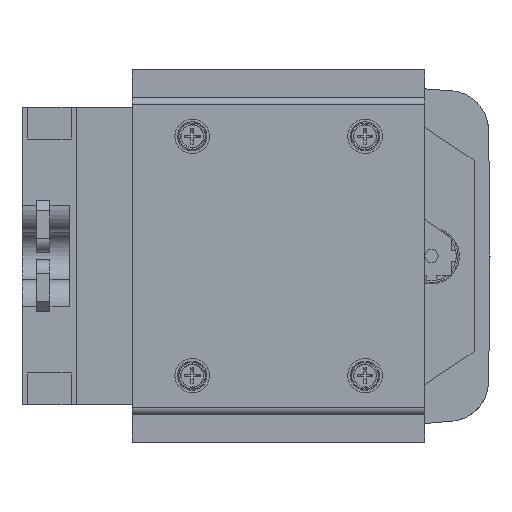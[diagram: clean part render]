
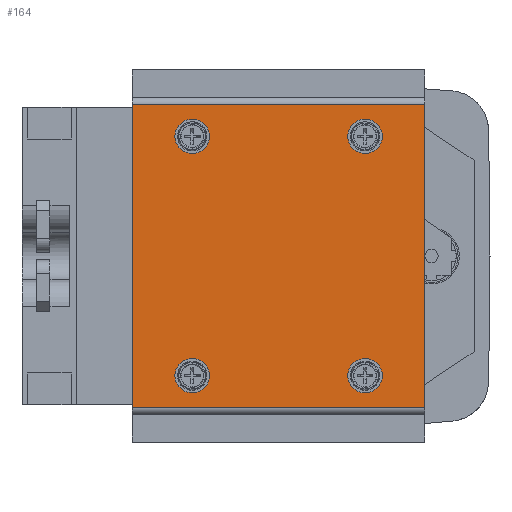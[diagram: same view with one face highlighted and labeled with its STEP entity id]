
A CAD part, front view. The second image highlights one B-rep face of the part: STEP entity #164.
In plain terms, the highlighted planar face has unit normal (0, -1, 0).
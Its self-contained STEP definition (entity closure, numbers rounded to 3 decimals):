
#164 = ADVANCED_FACE ( 'NONE', ( #3672, #3674, #3675, #3676, #3677 ), #6834, .F. ) ;
#1615 = CARTESIAN_POINT ( 'NONE',  ( -32.5, -52.6, -41.75 ) ) ;
#1616 = CARTESIAN_POINT ( 'NONE',  ( 55., -52.6, -57. ) ) ;
#1628 = CARTESIAN_POINT ( 'NONE',  ( 32.5, -52.6, 48.25 ) ) ;
#1630 = CARTESIAN_POINT ( 'NONE',  ( 32.5, -52.6, -48.25 ) ) ;
#1668 = CARTESIAN_POINT ( 'NONE',  ( -32.5, -52.6, 48.25 ) ) ;
#1673 = CARTESIAN_POINT ( 'NONE',  ( 55., -52.6, 57. ) ) ;
#1676 = CARTESIAN_POINT ( 'NONE',  ( -55., -52.6, 57. ) ) ;
#1690 = CARTESIAN_POINT ( 'NONE',  ( -32.5, -52.6, -48.25 ) ) ;
#1693 = CARTESIAN_POINT ( 'NONE',  ( 32.5, -52.6, -41.75 ) ) ;
#1700 = CARTESIAN_POINT ( 'NONE',  ( -32.5, -52.6, 41.75 ) ) ;
#1714 = CARTESIAN_POINT ( 'NONE',  ( -55., -52.6, -57. ) ) ;
#1715 = CARTESIAN_POINT ( 'NONE',  ( 32.5, -52.6, 41.75 ) ) ;
#3536 = ORIENTED_EDGE ( 'NONE', *, *, #4848, .T. ) ;
#3537 = ORIENTED_EDGE ( 'NONE', *, *, #4847, .T. ) ;
#3538 = ORIENTED_EDGE ( 'NONE', *, *, #4849, .T. ) ;
#3539 = ORIENTED_EDGE ( 'NONE', *, *, #4803, .T. ) ;
#3540 = ORIENTED_EDGE ( 'NONE', *, *, #4850, .T. ) ;
#3541 = ORIENTED_EDGE ( 'NONE', *, *, #4807, .T. ) ;
#3542 = ORIENTED_EDGE ( 'NONE', *, *, #4852, .T. ) ;
#3543 = ORIENTED_EDGE ( 'NONE', *, *, #4811, .T. ) ;
#3544 = ORIENTED_EDGE ( 'NONE', *, *, #4815, .T. ) ;
#3545 = ORIENTED_EDGE ( 'NONE', *, *, #4853, .F. ) ;
#3546 = ORIENTED_EDGE ( 'NONE', *, *, #4851, .F. ) ;
#3547 = ORIENTED_EDGE ( 'NONE', *, *, #4844, .T. ) ;
#3672 = FACE_BOUND ( 'NONE', #15454, .T. ) ;
#3674 = FACE_BOUND ( 'NONE', #15457, .T. ) ;
#3675 = FACE_BOUND ( 'NONE', #15456, .T. ) ;
#3676 = FACE_BOUND ( 'NONE', #15459, .T. ) ;
#3677 = FACE_OUTER_BOUND ( 'NONE', #15458, .T. ) ;
#4256 = LINE ( 'NONE', #16275, #14203 ) ;
#4257 = LINE ( 'NONE', #16295, #14213 ) ;
#4258 = LINE ( 'NONE', #16297, #14214 ) ;
#4259 = LINE ( 'NONE', #16299, #14215 ) ;
#4803 = EDGE_CURVE ( 'NONE', #17279, #17195, #14145, .T. ) ;
#4807 = EDGE_CURVE ( 'NONE', #17264, #17232, #14151, .T. ) ;
#4811 = EDGE_CURVE ( 'NONE', #17197, #17257, #14157, .T. ) ;
#4815 = EDGE_CURVE ( 'NONE', #17254, #17183, #14164, .T. ) ;
#4844 = EDGE_CURVE ( 'NONE', #17237, #17240, #4256, .T. ) ;
#4847 = EDGE_CURVE ( 'NONE', #17195, #17279, #14180, .T. ) ;
#4848 = EDGE_CURVE ( 'NONE', #17232, #17264, #14198, .T. ) ;
#4849 = EDGE_CURVE ( 'NONE', #17257, #17197, #14205, .T. ) ;
#4850 = EDGE_CURVE ( 'NONE', #17183, #17254, #14207, .T. ) ;
#4851 = EDGE_CURVE ( 'NONE', #17184, #17278, #4257, .T. ) ;
#4852 = EDGE_CURVE ( 'NONE', #17240, #17278, #4258, .T. ) ;
#4853 = EDGE_CURVE ( 'NONE', #17237, #17184, #4259, .T. ) ;
#6828 = DIRECTION ( 'NONE',  ( 0., 0., 1. ) ) ;
#6834 = PLANE ( 'NONE',  #18948 ) ;
#6875 = CARTESIAN_POINT ( 'NONE',  ( 55., -52.6, 57. ) ) ;
#6877 = DIRECTION ( 'NONE',  ( 0., 1., 0. ) ) ;
#14145 = CIRCLE ( 'NONE', #14147, 3.25 ) ;
#14147 = AXIS2_PLACEMENT_3D ( 'NONE', #16179, #16180, #16181 ) ;
#14151 = CIRCLE ( 'NONE', #14153, 3.25 ) ;
#14153 = AXIS2_PLACEMENT_3D ( 'NONE', #16189, #16190, #16191 ) ;
#14157 = CIRCLE ( 'NONE', #14159, 3.25 ) ;
#14159 = AXIS2_PLACEMENT_3D ( 'NONE', #16199, #16200, #16201 ) ;
#14164 = CIRCLE ( 'NONE', #14166, 3.25 ) ;
#14166 = AXIS2_PLACEMENT_3D ( 'NONE', #16209, #16210, #16211 ) ;
#14180 = CIRCLE ( 'NONE', #14208, 3.25 ) ;
#14198 = CIRCLE ( 'NONE', #14209, 3.25 ) ;
#14203 = VECTOR ( 'NONE', #16276, 1000. ) ;
#14205 = CIRCLE ( 'NONE', #14211, 3.25 ) ;
#14207 = CIRCLE ( 'NONE', #14212, 3.25 ) ;
#14208 = AXIS2_PLACEMENT_3D ( 'NONE', #16283, #16284, #16285 ) ;
#14209 = AXIS2_PLACEMENT_3D ( 'NONE', #16286, #16287, #16288 ) ;
#14211 = AXIS2_PLACEMENT_3D ( 'NONE', #16289, #16290, #16291 ) ;
#14212 = AXIS2_PLACEMENT_3D ( 'NONE', #16292, #16293, #16294 ) ;
#14213 = VECTOR ( 'NONE', #16296, 1000. ) ;
#14214 = VECTOR ( 'NONE', #16298, 1000. ) ;
#14215 = VECTOR ( 'NONE', #16300, 1000. ) ;
#15454 = EDGE_LOOP ( 'NONE', ( #3537, #3539 ) ) ;
#15456 = EDGE_LOOP ( 'NONE', ( #3538, #3543 ) ) ;
#15457 = EDGE_LOOP ( 'NONE', ( #3536, #3541 ) ) ;
#15458 = EDGE_LOOP ( 'NONE', ( #3542, #3546, #3545, #3547 ) ) ;
#15459 = EDGE_LOOP ( 'NONE', ( #3540, #3544 ) ) ;
#16179 = CARTESIAN_POINT ( 'NONE',  ( 32.5, -52.6, 45. ) ) ;
#16180 = DIRECTION ( 'NONE',  ( 0., 1., 0. ) ) ;
#16181 = DIRECTION ( 'NONE',  ( 0., 0., 1. ) ) ;
#16189 = CARTESIAN_POINT ( 'NONE',  ( -32.5, -52.6, 45. ) ) ;
#16190 = DIRECTION ( 'NONE',  ( 0., 1., 0. ) ) ;
#16191 = DIRECTION ( 'NONE',  ( 0., 0., 1. ) ) ;
#16199 = CARTESIAN_POINT ( 'NONE',  ( 32.5, -52.6, -45. ) ) ;
#16200 = DIRECTION ( 'NONE',  ( 0., 1., 0. ) ) ;
#16201 = DIRECTION ( 'NONE',  ( 0., 0., 1. ) ) ;
#16209 = CARTESIAN_POINT ( 'NONE',  ( -32.5, -52.6, -45. ) ) ;
#16210 = DIRECTION ( 'NONE',  ( 0., 1., 0. ) ) ;
#16211 = DIRECTION ( 'NONE',  ( 0., 0., 1. ) ) ;
#16275 = CARTESIAN_POINT ( 'NONE',  ( 55., -52.6, 57. ) ) ;
#16276 = DIRECTION ( 'NONE',  ( -1., 0., 0. ) ) ;
#16283 = CARTESIAN_POINT ( 'NONE',  ( 32.5, -52.6, 45. ) ) ;
#16284 = DIRECTION ( 'NONE',  ( 0., 1., 0. ) ) ;
#16285 = DIRECTION ( 'NONE',  ( 0., 0., 1. ) ) ;
#16286 = CARTESIAN_POINT ( 'NONE',  ( -32.5, -52.6, 45. ) ) ;
#16287 = DIRECTION ( 'NONE',  ( 0., 1., 0. ) ) ;
#16288 = DIRECTION ( 'NONE',  ( 0., 0., 1. ) ) ;
#16289 = CARTESIAN_POINT ( 'NONE',  ( 32.5, -52.6, -45. ) ) ;
#16290 = DIRECTION ( 'NONE',  ( 0., 1., 0. ) ) ;
#16291 = DIRECTION ( 'NONE',  ( 0., 0., 1. ) ) ;
#16292 = CARTESIAN_POINT ( 'NONE',  ( -32.5, -52.6, -45. ) ) ;
#16293 = DIRECTION ( 'NONE',  ( 0., 1., 0. ) ) ;
#16294 = DIRECTION ( 'NONE',  ( 0., 0., 1. ) ) ;
#16295 = CARTESIAN_POINT ( 'NONE',  ( 55., -52.6, -57. ) ) ;
#16296 = DIRECTION ( 'NONE',  ( -1., 0., 0. ) ) ;
#16297 = CARTESIAN_POINT ( 'NONE',  ( -55., -52.6, 57. ) ) ;
#16298 = DIRECTION ( 'NONE',  ( 0., 0., -1. ) ) ;
#16299 = CARTESIAN_POINT ( 'NONE',  ( 55., -52.6, 57. ) ) ;
#16300 = DIRECTION ( 'NONE',  ( 0., 0., -1. ) ) ;
#17183 = VERTEX_POINT ( 'NONE', #1615 ) ;
#17184 = VERTEX_POINT ( 'NONE', #1616 ) ;
#17195 = VERTEX_POINT ( 'NONE', #1628 ) ;
#17197 = VERTEX_POINT ( 'NONE', #1630 ) ;
#17232 = VERTEX_POINT ( 'NONE', #1668 ) ;
#17237 = VERTEX_POINT ( 'NONE', #1673 ) ;
#17240 = VERTEX_POINT ( 'NONE', #1676 ) ;
#17254 = VERTEX_POINT ( 'NONE', #1690 ) ;
#17257 = VERTEX_POINT ( 'NONE', #1693 ) ;
#17264 = VERTEX_POINT ( 'NONE', #1700 ) ;
#17278 = VERTEX_POINT ( 'NONE', #1714 ) ;
#17279 = VERTEX_POINT ( 'NONE', #1715 ) ;
#18948 = AXIS2_PLACEMENT_3D ( 'NONE', #6875, #6877, #6828 ) ;
